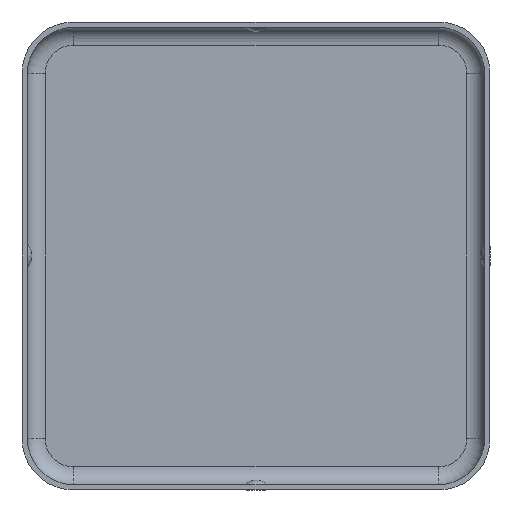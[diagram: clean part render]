
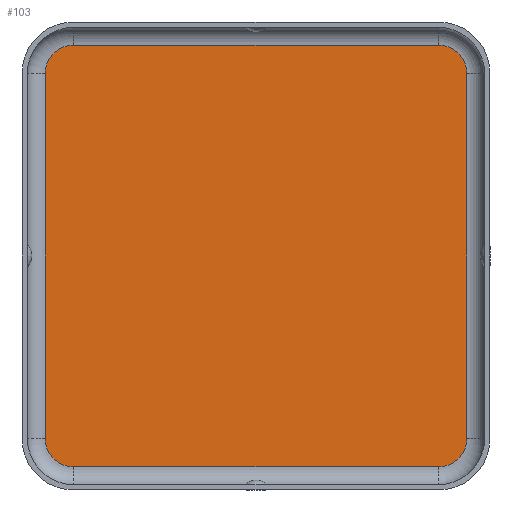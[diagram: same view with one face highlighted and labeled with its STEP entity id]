
A CAD part, front view. The second image highlights one B-rep face of the part: STEP entity #103.
In plain terms, the highlighted planar face has unit normal (0, -1, 0).
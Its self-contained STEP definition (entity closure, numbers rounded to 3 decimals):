
#103 = ADVANCED_FACE( 'NONE', ( #228 ), #229, .T. );
#228 = FACE_OUTER_BOUND( '', #373, .T. );
#229 = PLANE( '', #374 );
#373 = EDGE_LOOP( '', ( #607, #608, #609, #610, #611, #612, #613, #614 ) );
#374 = AXIS2_PLACEMENT_3D( '', #615, #616, #617 );
#607 = ORIENTED_EDGE( '', *, *, #884, .F. );
#608 = ORIENTED_EDGE( '', *, *, #885, .F. );
#609 = ORIENTED_EDGE( '', *, *, #886, .F. );
#610 = ORIENTED_EDGE( '', *, *, #857, .T. );
#611 = ORIENTED_EDGE( '', *, *, #887, .T. );
#612 = ORIENTED_EDGE( '', *, *, #888, .F. );
#613 = ORIENTED_EDGE( '', *, *, #881, .T. );
#614 = ORIENTED_EDGE( '', *, *, #862, .T. );
#615 = CARTESIAN_POINT( '', ( 10.25, 0., -10.25 ) );
#616 = DIRECTION( '', ( 0., -1., 0. ) );
#617 = DIRECTION( '', ( 0., 0., -1. ) );
#857 = EDGE_CURVE( 'NONE', #1025, #1023, #1026, .T. );
#862 = EDGE_CURVE( 'NONE', #1033, #1031, #1034, .T. );
#881 = EDGE_CURVE( 'NONE', #1059, #1033, #1060, .T. );
#884 = EDGE_CURVE( 'NONE', #1063, #1031, #1064, .T. );
#885 = EDGE_CURVE( 'NONE', #1065, #1063, #1066, .T. );
#886 = EDGE_CURVE( 'NONE', #1025, #1065, #1067, .T. );
#887 = EDGE_CURVE( 'NONE', #1023, #1068, #1069, .T. );
#888 = EDGE_CURVE( 'NONE', #1059, #1068, #1070, .T. );
#1023 = VERTEX_POINT( 'NONE', #1233 );
#1025 = VERTEX_POINT( 'NONE', #1235 );
#1026 = CIRCLE( '', #1236, 1.6 );
#1031 = VERTEX_POINT( 'NONE', #1241 );
#1033 = VERTEX_POINT( 'NONE', #1243 );
#1034 = CIRCLE( '', #1244, 1.6 );
#1059 = VERTEX_POINT( 'NONE', #1274 );
#1060 = LINE( '', #1275, #1276 );
#1063 = VERTEX_POINT( 'NONE', #1279 );
#1064 = LINE( '', #1280, #1281 );
#1065 = VERTEX_POINT( 'NONE', #1282 );
#1066 = CIRCLE( '', #1283, 1.6 );
#1067 = LINE( '', #1284, #1285 );
#1068 = VERTEX_POINT( 'NONE', #1286 );
#1069 = LINE( '', #1287, #1288 );
#1070 = CIRCLE( '', #1289, 1.6 );
#1233 = CARTESIAN_POINT( '', ( 10.25, 0., 11.85 ) );
#1235 = CARTESIAN_POINT( '', ( 11.85, 0., 10.25 ) );
#1236 = AXIS2_PLACEMENT_3D( '', #1435, #1436, #1437 );
#1241 = CARTESIAN_POINT( '', ( -10.25, 0., -11.85 ) );
#1243 = CARTESIAN_POINT( '', ( -11.85, 0., -10.25 ) );
#1244 = AXIS2_PLACEMENT_3D( '', #1447, #1448, #1449 );
#1274 = CARTESIAN_POINT( '', ( -11.85, 0., 10.25 ) );
#1275 = CARTESIAN_POINT( '', ( -11.85, 0., 0. ) );
#1276 = VECTOR( '', #1476, 1000. );
#1279 = CARTESIAN_POINT( '', ( 10.25, 0., -11.85 ) );
#1280 = CARTESIAN_POINT( '', ( 10.25, 0., -11.85 ) );
#1281 = VECTOR( '', #1480, 1000. );
#1282 = CARTESIAN_POINT( '', ( 11.85, 0., -10.25 ) );
#1283 = AXIS2_PLACEMENT_3D( '', #1481, #1482, #1483 );
#1284 = CARTESIAN_POINT( '', ( 11.85, 0., 0. ) );
#1285 = VECTOR( '', #1484, 1000. );
#1286 = CARTESIAN_POINT( '', ( -10.25, 0., 11.85 ) );
#1287 = CARTESIAN_POINT( '', ( 10.25, 0., 11.85 ) );
#1288 = VECTOR( '', #1485, 1000. );
#1289 = AXIS2_PLACEMENT_3D( '', #1486, #1487, #1488 );
#1435 = CARTESIAN_POINT( '', ( 10.25, 0., 10.25 ) );
#1436 = DIRECTION( '', ( 0., -1., 0. ) );
#1437 = DIRECTION( '', ( 0., 0., -1. ) );
#1447 = CARTESIAN_POINT( '', ( -10.25, 0., -10.25 ) );
#1448 = DIRECTION( '', ( 0., -1., 0. ) );
#1449 = DIRECTION( '', ( 0., 0., 1. ) );
#1476 = DIRECTION( '', ( 0., 0., -1. ) );
#1480 = DIRECTION( '', ( -1., 0., 0. ) );
#1481 = CARTESIAN_POINT( '', ( 10.25, 0., -10.25 ) );
#1482 = DIRECTION( '', ( 0., 1., 0. ) );
#1483 = DIRECTION( '', ( 0., 0., 1. ) );
#1484 = DIRECTION( '', ( 0., 0., -1. ) );
#1485 = DIRECTION( '', ( -1., 0., 0. ) );
#1486 = CARTESIAN_POINT( '', ( -10.25, 0., 10.25 ) );
#1487 = DIRECTION( '', ( 0., 1., 0. ) );
#1488 = DIRECTION( '', ( 0., 0., -1. ) );
